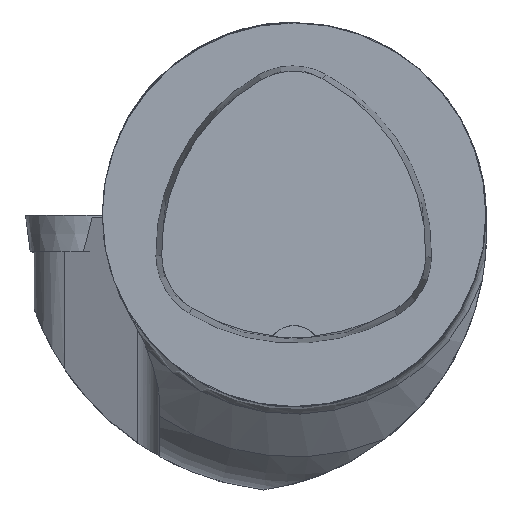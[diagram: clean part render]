
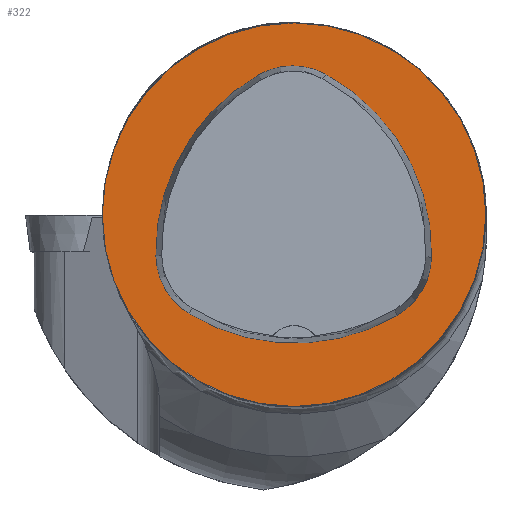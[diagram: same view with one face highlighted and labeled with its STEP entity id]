
A CAD part, top view. The second image highlights one B-rep face of the part: STEP entity #322.
In plain terms, the highlighted planar face has unit normal (0, 0, 1).
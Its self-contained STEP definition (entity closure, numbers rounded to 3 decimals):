
#155=PLANE('',#1587);
#322=ADVANCED_FACE('',(#540,#541),#155,.T.);
#540=FACE_BOUND('',#629,.T.);
#541=FACE_BOUND('',#630,.T.);
#629=EDGE_LOOP('',(#968,#969,#970,#971,#972,#973));
#630=EDGE_LOOP('',(#974));
#968=ORIENTED_EDGE('',*,*,#1323,.T.);
#969=ORIENTED_EDGE('',*,*,#1303,.T.);
#970=ORIENTED_EDGE('',*,*,#1307,.T.);
#971=ORIENTED_EDGE('',*,*,#1310,.T.);
#972=ORIENTED_EDGE('',*,*,#1313,.T.);
#973=ORIENTED_EDGE('',*,*,#1321,.T.);
#974=ORIENTED_EDGE('',*,*,#1194,.F.);
#1069=VERTEX_POINT('',#2115);
#1143=VERTEX_POINT('',#2427);
#1144=VERTEX_POINT('',#2428);
#1147=VERTEX_POINT('',#2436);
#1149=VERTEX_POINT('',#2442);
#1151=VERTEX_POINT('',#2448);
#1158=VERTEX_POINT('',#2469);
#1194=EDGE_CURVE('',#1069,#1069,#1359,.T.);
#1303=EDGE_CURVE('',#1143,#1144,#1384,.T.);
#1307=EDGE_CURVE('',#1144,#1147,#1386,.T.);
#1310=EDGE_CURVE('',#1147,#1149,#1388,.T.);
#1313=EDGE_CURVE('',#1149,#1151,#1390,.T.);
#1321=EDGE_CURVE('',#1151,#1158,#1394,.T.);
#1323=EDGE_CURVE('',#1158,#1143,#1396,.T.);
#1359=CIRCLE('',#1483,50.);
#1384=CIRCLE('',#1565,53.);
#1386=CIRCLE('',#1568,18.);
#1388=CIRCLE('',#1571,53.);
#1390=CIRCLE('',#1574,18.);
#1394=CIRCLE('',#1579,53.);
#1396=CIRCLE('',#1582,18.);
#1483=AXIS2_PLACEMENT_3D('',#2114,#1679,#1680);
#1565=AXIS2_PLACEMENT_3D('',#2426,#1893,#1894);
#1568=AXIS2_PLACEMENT_3D('',#2435,#1901,#1902);
#1571=AXIS2_PLACEMENT_3D('',#2441,#1908,#1909);
#1574=AXIS2_PLACEMENT_3D('',#2447,#1915,#1916);
#1579=AXIS2_PLACEMENT_3D('',#2470,#1927,#1928);
#1582=AXIS2_PLACEMENT_3D('',#2473,#1933,#1934);
#1587=AXIS2_PLACEMENT_3D('',#2478,#1943,#1944);
#1679=DIRECTION('',(0.,0.,-1.));
#1680=DIRECTION('',(-1.,0.,0.));
#1893=DIRECTION('',(0.,0.,-1.));
#1894=DIRECTION('',(-1.,0.,0.));
#1901=DIRECTION('',(0.,0.,-1.));
#1902=DIRECTION('',(-1.,0.,0.));
#1908=DIRECTION('',(0.,0.,-1.));
#1909=DIRECTION('',(-1.,0.,0.));
#1915=DIRECTION('',(0.,0.,-1.));
#1916=DIRECTION('',(-1.,0.,0.));
#1927=DIRECTION('',(0.,0.,-1.));
#1928=DIRECTION('',(-1.,0.,0.));
#1933=DIRECTION('',(0.,0.,-1.));
#1934=DIRECTION('',(-1.,0.,0.));
#1943=DIRECTION('',(0.,0.,1.));
#1944=DIRECTION('',(1.,0.,0.));
#2114=CARTESIAN_POINT('',(0.,0.,0.));
#2115=CARTESIAN_POINT('',(-50.,0.,0.));
#2426=CARTESIAN_POINT('',(16.978,-9.621,0.));
#2427=CARTESIAN_POINT('',(-36.009,-10.801,0.));
#2428=CARTESIAN_POINT('',(-9.238,36.441,0.));
#2435=CARTESIAN_POINT('',(-0.334,20.797,0.));
#2436=CARTESIAN_POINT('',(8.312,36.585,0.));
#2441=CARTESIAN_POINT('',(-17.147,-9.9,0.));
#2442=CARTESIAN_POINT('',(35.839,-11.094,0.));
#2447=CARTESIAN_POINT('',(17.844,-10.688,0.));
#2448=CARTESIAN_POINT('',(26.94,-26.221,0.));
#2469=CARTESIAN_POINT('',(-27.358,-25.784,0.));
#2470=CARTESIAN_POINT('',(0.157,19.514,0.));
#2473=CARTESIAN_POINT('',(-18.013,-10.4,0.));
#2478=CARTESIAN_POINT('',(0.,0.,0.));
